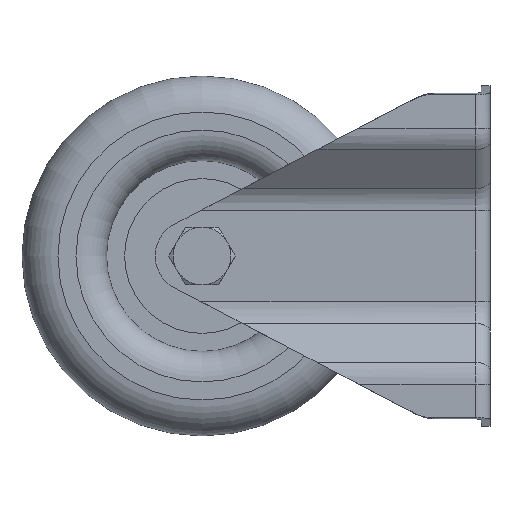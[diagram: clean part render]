
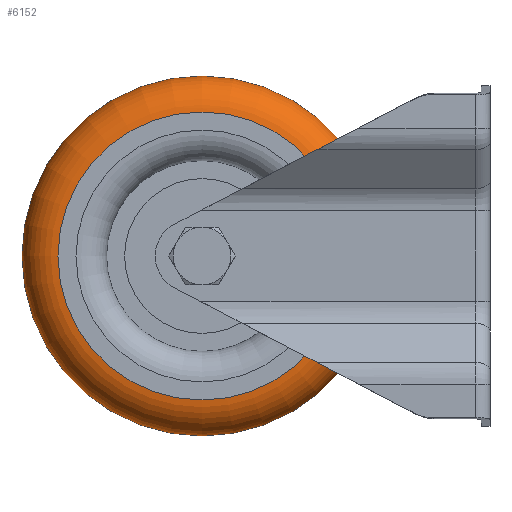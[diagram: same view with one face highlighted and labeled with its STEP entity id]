
A CAD part, left-side view. The second image highlights one B-rep face of the part: STEP entity #6152.
In plain terms, the highlighted toroidal (fillet/blend) face has major radius 39.2 mm and minor radius 10.8 mm.
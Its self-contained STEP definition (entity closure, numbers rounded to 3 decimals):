
#6125=CARTESIAN_POINT('',(-63.995,0.0,45.829));
#6126=DIRECTION('',(-1.0,0.0,0.0));
#6127=DIRECTION('',(0.0,0.0,1.0));
#6128=AXIS2_PLACEMENT_3D('',#6125,#6126,#6127);
#6129=TOROIDAL_SURFACE('',#6128,39.2,10.8);
#6130=CARTESIAN_POINT('',(-74.765,0.0,85.829));
#6131=VERTEX_POINT('',#6130);
#6132=CARTESIAN_POINT('',(-74.765,0.0,45.829));
#6133=DIRECTION('',(-1.0,0.0,0.0));
#6134=DIRECTION('',(0.0,0.0,1.0));
#6135=AXIS2_PLACEMENT_3D('',#6132,#6133,#6134);
#6136=CIRCLE('',#6135,40.);
#6137=EDGE_CURVE('',#6131,#6131,#6136,.T.);
#6138=ORIENTED_EDGE('',*,*,#6137,.F.);
#6139=EDGE_LOOP('',(#6138));
#6140=FACE_OUTER_BOUND('',#6139,.T.);
#6141=CARTESIAN_POINT('',(-63.965,0.0,95.829));
#6142=VERTEX_POINT('',#6141);
#6143=CARTESIAN_POINT('',(-63.965,0.0,45.829));
#6144=DIRECTION('',(-1.0,0.0,0.0));
#6145=DIRECTION('',(0.0,0.0,1.0));
#6146=AXIS2_PLACEMENT_3D('',#6143,#6144,#6145);
#6147=CIRCLE('',#6146,50.);
#6148=EDGE_CURVE('',#6142,#6142,#6147,.T.);
#6149=ORIENTED_EDGE('',*,*,#6148,.T.);
#6150=EDGE_LOOP('',(#6149));
#6151=FACE_BOUND('',#6150,.T.);
#6152=ADVANCED_FACE('',(#6140,#6151),#6129,.T.);
